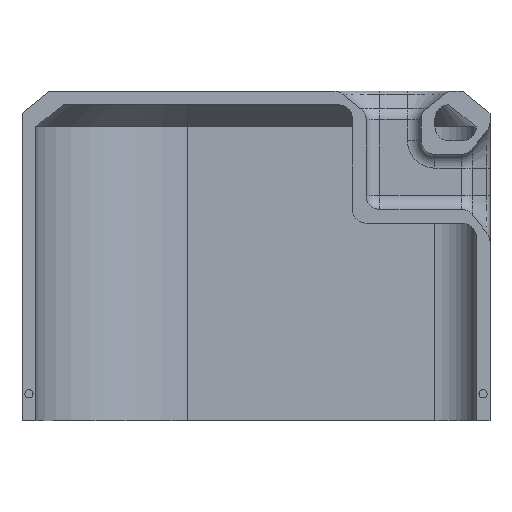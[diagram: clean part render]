
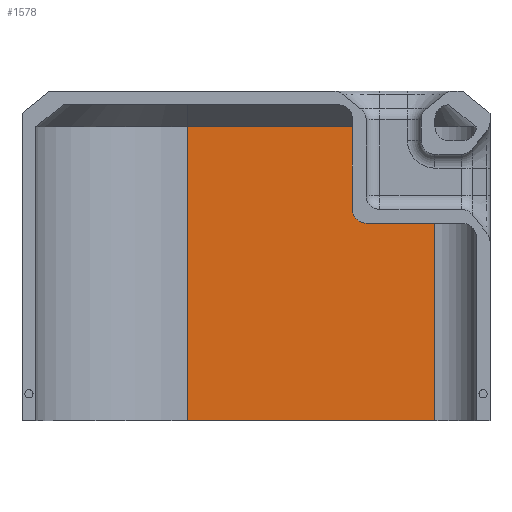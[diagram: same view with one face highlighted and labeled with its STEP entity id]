
A CAD part, left-side view. The second image highlights one B-rep face of the part: STEP entity #1578.
In plain terms, the highlighted planar face has unit normal (-1, 0, 0).
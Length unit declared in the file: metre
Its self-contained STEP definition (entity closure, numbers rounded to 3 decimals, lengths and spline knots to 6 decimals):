
#198=ORIENTED_EDGE('',*,*,#639,.F.);
#199=ORIENTED_EDGE('',*,*,#640,.T.);
#200=ORIENTED_EDGE('',*,*,#630,.T.);
#201=ORIENTED_EDGE('',*,*,#641,.T.);
#630=EDGE_CURVE('',#851,#852,#983,.T.);
#639=EDGE_CURVE('',#859,#860,#988,.T.);
#640=EDGE_CURVE('',#859,#851,#989,.T.);
#641=EDGE_CURVE('',#852,#860,#990,.T.);
#851=VERTEX_POINT('',#3040);
#852=VERTEX_POINT('',#3041);
#859=VERTEX_POINT('',#3059);
#860=VERTEX_POINT('',#3060);
#983=LINE('',#3039,#1102);
#988=LINE('',#3058,#1107);
#989=LINE('',#3061,#1108);
#990=LINE('',#3062,#1109);
#1102=VECTOR('',#2509,1.);
#1107=VECTOR('',#2526,1.);
#1108=VECTOR('',#2527,1.);
#1109=VECTOR('',#2528,1.);
#1216=EDGE_LOOP('',(#198,#199,#200,#201));
#1329=FACE_BOUND('',#1216,.T.);
#1440=PLANE('',#2298);
#1578=ADVANCED_FACE('',(#1329),#1440,.T.);
#2298=AXIS2_PLACEMENT_3D('',#3057,#2524,#2525);
#2509=DIRECTION('',(0.,0.,1.));
#2524=DIRECTION('',(-1.,0.,0.));
#2525=DIRECTION('',(0.,-1.,0.));
#2526=DIRECTION('',(0.,0.,1.));
#2527=DIRECTION('',(0.,-1.,0.));
#2528=DIRECTION('',(0.,1.,0.));
#3039=CARTESIAN_POINT('',(0.055,-0.09,-0.255));
#3040=CARTESIAN_POINT('',(0.055,-0.09,-0.11485));
#3041=CARTESIAN_POINT('',(0.055,-0.09,-0.008));
#3057=CARTESIAN_POINT('',(0.055,-0.0265,-0.115));
#3058=CARTESIAN_POINT('',(0.055,0.,-0.115));
#3059=CARTESIAN_POINT('',(0.055,0.,-0.11485));
#3060=CARTESIAN_POINT('',(0.055,0.,-0.008));
#3061=CARTESIAN_POINT('',(0.055,-0.025,-0.11485));
#3062=CARTESIAN_POINT('',(0.055,-0.0265,-0.008));
